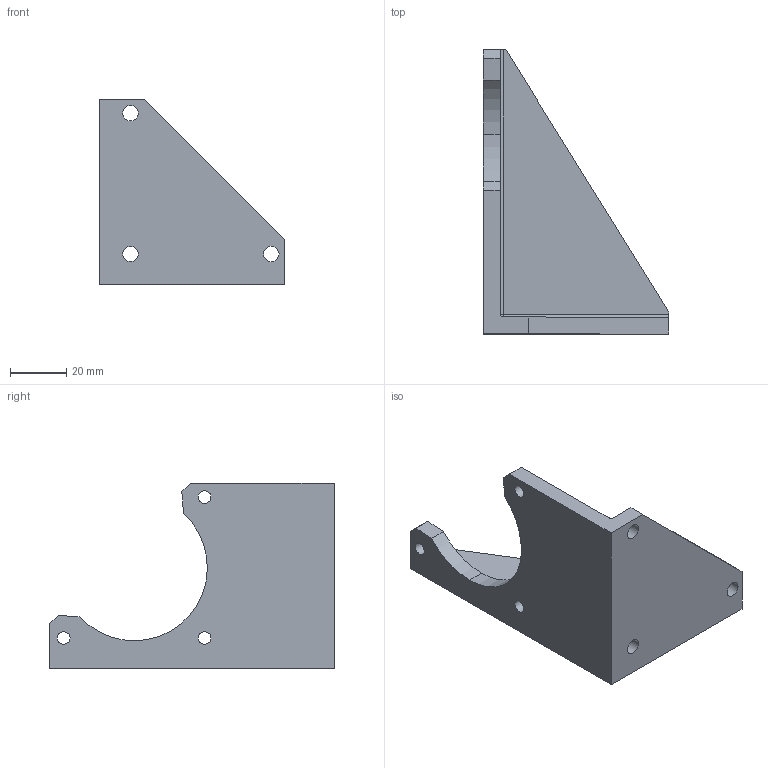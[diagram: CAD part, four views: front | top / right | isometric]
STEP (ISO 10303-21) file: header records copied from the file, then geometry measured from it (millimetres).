
FILE_DESCRIPTION(('FreeCAD Model'),'2;1');
FILE_NAME('Open CASCADE Shape Model','2022-03-03T17:16:09',('Jens Dyvik' ),('DyvikDesign'),'Open CASCADE STEP processor 7.5','FreeCAD', 'Unknown');
FILE_SCHEMA(('AUTOMOTIVE_DESIGN { 1 0 10303 214 1 1 1 1 }'));
Length unit declared in the file: millimetre
Products named in the file (1): Body
Bounding box: 65.73 x 100.91 x 66 mm (x, y, z)
Volume: 57220.1 mm3; surface area: 21878.9 mm2
Topology: 1 solids, 1 shells, 27 faces, 73 edges, 47 vertices
Faces by surface type: plane 15, cylinder 11, sphere 1
Full cylindrical faces by diameter (mm): 4.5 x3, 5.5 x3
Entity records: 1835 total; most frequent: CARTESIAN_POINT 452, DIRECTION 228, ORIENTED_EDGE 144, PCURVE 144, DEFINITIONAL_REPRESENTATION 144, LINE 128, VECTOR 128, EDGE_CURVE 72
